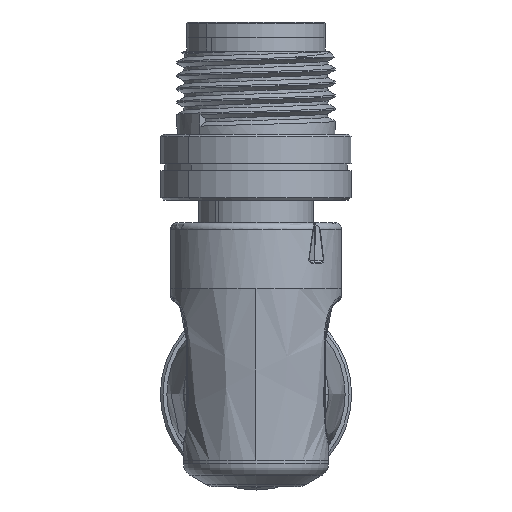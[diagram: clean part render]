
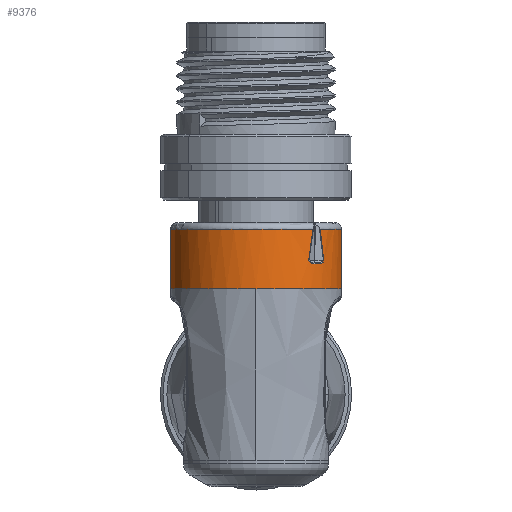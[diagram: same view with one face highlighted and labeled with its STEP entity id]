
A CAD part, left-side view. The second image highlights one B-rep face of the part: STEP entity #9376.
In plain terms, the highlighted cylindrical face has radius 6.5 mm (diameter 13 mm), a partial arc.
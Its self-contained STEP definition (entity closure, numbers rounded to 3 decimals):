
#578 = DIRECTION ( 'NONE',  ( -1., 0., 0. ) ) ;
#763 = CARTESIAN_POINT ( 'NONE',  ( 2.889, 5.133, -3.988 ) ) ;
#1656 = CARTESIAN_POINT ( 'NONE',  ( 2.489, 4.03, -5.1 ) ) ;
#1724 = B_SPLINE_CURVE_WITH_KNOTS ( 'NONE', 3,
 ( #30384, #5219, #26799, #34178, #1656, #45086 ),
 .UNSPECIFIED., .F., .F.,
 ( 4, 2, 4 ),
 ( 0., 0.001, 0.002 ),
 .UNSPECIFIED. ) ;
#2238 = ORIENTED_EDGE ( 'NONE', *, *, #28338, .T. ) ;
#2424 = AXIS2_PLACEMENT_3D ( 'NONE', #10160, #6635, #46035 ) ;
#3453 = VERTEX_POINT ( 'NONE', #5288 ) ;
#3495 = CIRCLE ( 'NONE', #19420, 6.5 ) ;
#4570 = CARTESIAN_POINT ( 'NONE',  ( 2.92, 5.136, -3.984 ) ) ;
#5219 = CARTESIAN_POINT ( 'NONE',  ( 0.896, 4.246, -4.923 ) ) ;
#5288 = CARTESIAN_POINT ( 'NONE',  ( 0.5, 0., 6.5 ) ) ;
#5902 = CARTESIAN_POINT ( 'NONE',  ( 0.5, 0., 0. ) ) ;
#6401 = EDGE_LOOP ( 'NONE', ( #23804, #36734, #24379, #2238, #26265, #25509, #13652, #30071, #36623, #13543, #35609 ) ) ;
#6580 = EDGE_CURVE ( 'NONE', #19455, #3453, #3495, .T. ) ;
#6635 = DIRECTION ( 'NONE',  ( -1., 0., 0. ) ) ;
#7539 = AXIS2_PLACEMENT_3D ( 'NONE', #18478, #36732, #12060 ) ;
#7643 = CARTESIAN_POINT ( 'NONE',  ( 2.949, 5.125, -3.998 ) ) ;
#8258 = DIRECTION ( 'NONE',  ( 0., 0., -1. ) ) ;
#9183 = CARTESIAN_POINT ( 'NONE',  ( 2.92, 3.984, -5.136 ) ) ;
#9376 = ADVANCED_FACE ( 'NONE', ( #27259 ), #41946, .T. ) ;
#9460 = VERTEX_POINT ( 'NONE', #10117 ) ;
#10117 = CARTESIAN_POINT ( 'NONE',  ( 2.89, 3.987, -5.134 ) ) ;
#10160 = CARTESIAN_POINT ( 'NONE',  ( 5., 0., 0. ) ) ;
#10584 = CIRCLE ( 'NONE', #7539, 6.5 ) ;
#11267 = CARTESIAN_POINT ( 'NONE',  ( 0., 0., -6.5 ) ) ;
#11442 = CARTESIAN_POINT ( 'NONE',  ( 3.059, 4.994, -4.161 ) ) ;
#11655 = DIRECTION ( 'NONE',  ( 0., 0., 1. ) ) ;
#11676 = CARTESIAN_POINT ( 'NONE',  ( 3.093, 4.881, -4.294 ) ) ;
#12060 = DIRECTION ( 'NONE',  ( 0., 0., 1. ) ) ;
#12145 = DIRECTION ( 'NONE',  ( 1., 0., 0. ) ) ;
#12329 = DIRECTION ( 'NONE',  ( -1., 0., 0. ) ) ;
#12501 = CARTESIAN_POINT ( 'NONE',  ( 0.5, 4.864, -4.312 ) ) ;
#12782 = CARTESIAN_POINT ( 'NONE',  ( 3.006, 4.052, -5.083 ) ) ;
#13009 = CARTESIAN_POINT ( 'NONE',  ( 3.1, 4.469, -4.72 ) ) ;
#13233 = CARTESIAN_POINT ( 'NONE',  ( 3.044, 4.116, -5.031 ) ) ;
#13263 = B_SPLINE_CURVE_WITH_KNOTS ( 'NONE', 3,
 ( #34317, #40715, #15599, #26480, #19609, #12501 ),
 .UNSPECIFIED., .F., .F.,
 ( 4, 2, 4 ),
 ( 0., 0.001, 0.002 ),
 .UNSPECIFIED. ) ;
#13543 = ORIENTED_EDGE ( 'NONE', *, *, #6580, .T. ) ;
#13652 = ORIENTED_EDGE ( 'NONE', *, *, #35633, .T. ) ;
#13752 = DIRECTION ( 'NONE',  ( 1., 0., 0. ) ) ;
#13825 = CIRCLE ( 'NONE', #2424, 6.5 ) ;
#14926 = DIRECTION ( 'NONE',  ( 1., 0., 0. ) ) ;
#15599 = CARTESIAN_POINT ( 'NONE',  ( 2.09, 5.057, -4.085 ) ) ;
#16603 = CIRCLE ( 'NONE', #43086, 6.5 ) ;
#17114 = CARTESIAN_POINT ( 'NONE',  ( 5., 0., 6.5 ) ) ;
#17686 = EDGE_CURVE ( 'NONE', #9460, #18449, #40398, .T. ) ;
#17776 = DIRECTION ( 'NONE',  ( 0., 0., -1. ) ) ;
#18449 = VERTEX_POINT ( 'NONE', #42505 ) ;
#18478 = CARTESIAN_POINT ( 'NONE',  ( 5., 0., 0. ) ) ;
#19335 = LINE ( 'NONE', #33811, #21777 ) ;
#19420 = AXIS2_PLACEMENT_3D ( 'NONE', #33194, #14926, #8258 ) ;
#19425 = CARTESIAN_POINT ( 'NONE',  ( 3.1, 4.382, -4.802 ) ) ;
#19455 = VERTEX_POINT ( 'NONE', #29750 ) ;
#19529 = CARTESIAN_POINT ( 'NONE',  ( 5., 0., -6.5 ) ) ;
#19609 = CARTESIAN_POINT ( 'NONE',  ( 0.897, 4.916, -4.253 ) ) ;
#20144 = CARTESIAN_POINT ( 'NONE',  ( 0., 0., 0. ) ) ;
#21777 = VECTOR ( 'NONE', #23124, 1000. ) ;
#22572 = CIRCLE ( 'NONE', #43071, 6.5 ) ;
#22597 = CARTESIAN_POINT ( 'NONE',  ( 2.99, 5.099, -4.032 ) ) ;
#22913 = VERTEX_POINT ( 'NONE', #36630 ) ;
#23124 = DIRECTION ( 'NONE',  ( -1., 0., 0. ) ) ;
#23804 = ORIENTED_EDGE ( 'NONE', *, *, #29715, .T. ) ;
#24379 = ORIENTED_EDGE ( 'NONE', *, *, #41526, .T. ) ;
#25509 = ORIENTED_EDGE ( 'NONE', *, *, #17686, .T. ) ;
#25681 = CARTESIAN_POINT ( 'NONE',  ( 3.044, 5.031, -4.116 ) ) ;
#26023 = EDGE_CURVE ( 'NONE', #33022, #22913, #41579, .T. ) ;
#26265 = ORIENTED_EDGE ( 'NONE', *, *, #29383, .T. ) ;
#26480 = CARTESIAN_POINT ( 'NONE',  ( 1.294, 4.966, -4.194 ) ) ;
#26674 = VERTEX_POINT ( 'NONE', #42295 ) ;
#26778 = DIRECTION ( 'NONE',  ( 0., 0., 1. ) ) ;
#26799 = CARTESIAN_POINT ( 'NONE',  ( 1.293, 4.186, -4.973 ) ) ;
#27259 = FACE_OUTER_BOUND ( 'NONE', #6401, .T. ) ;
#27623 = EDGE_CURVE ( 'NONE', #39566, #3453, #19335, .T. ) ;
#28338 = EDGE_CURVE ( 'NONE', #26674, #31006, #16603, .T. ) ;
#29383 = EDGE_CURVE ( 'NONE', #31006, #9460, #1724, .T. ) ;
#29715 = EDGE_CURVE ( 'NONE', #39566, #41819, #10584, .T. ) ;
#29750 = CARTESIAN_POINT ( 'NONE',  ( 0.5, 4.864, -4.312 ) ) ;
#30071 = ORIENTED_EDGE ( 'NONE', *, *, #26023, .T. ) ;
#30384 = CARTESIAN_POINT ( 'NONE',  ( 0.5, 4.307, -4.868 ) ) ;
#30544 = VERTEX_POINT ( 'NONE', #19529 ) ;
#31006 = VERTEX_POINT ( 'NONE', #37270 ) ;
#32216 = EDGE_CURVE ( 'NONE', #41819, #30544, #13825, .T. ) ;
#32872 = LINE ( 'NONE', #11267, #34267 ) ;
#33022 = VERTEX_POINT ( 'NONE', #35238 ) ;
#33194 = CARTESIAN_POINT ( 'NONE',  ( 0.5, 0., 0. ) ) ;
#33811 = CARTESIAN_POINT ( 'NONE',  ( 0., 0., 6.5 ) ) ;
#34178 = CARTESIAN_POINT ( 'NONE',  ( 2.09, 4.079, -5.062 ) ) ;
#34267 = VECTOR ( 'NONE', #578, 1000. ) ;
#34317 = CARTESIAN_POINT ( 'NONE',  ( 2.889, 5.133, -3.988 ) ) ;
#34962 = CARTESIAN_POINT ( 'NONE',  ( 5., 6.5, 0. ) ) ;
#35238 = CARTESIAN_POINT ( 'NONE',  ( 3.1, 4.72, -4.469 ) ) ;
#35609 = ORIENTED_EDGE ( 'NONE', *, *, #27623, .F. ) ;
#35633 = EDGE_CURVE ( 'NONE', #18449, #33022, #22572, .T. ) ;
#36623 = ORIENTED_EDGE ( 'NONE', *, *, #43658, .T. ) ;
#36630 = CARTESIAN_POINT ( 'NONE',  ( 2.889, 5.133, -3.988 ) ) ;
#36732 = DIRECTION ( 'NONE',  ( -1., 0., 0. ) ) ;
#36734 = ORIENTED_EDGE ( 'NONE', *, *, #32216, .T. ) ;
#37270 = CARTESIAN_POINT ( 'NONE',  ( 0.5, 4.307, -4.868 ) ) ;
#37912 = CARTESIAN_POINT ( 'NONE',  ( 2.991, 4.031, -5.099 ) ) ;
#39113 = AXIS2_PLACEMENT_3D ( 'NONE', #20144, #12329, #26778 ) ;
#39566 = VERTEX_POINT ( 'NONE', #17114 ) ;
#40148 = CARTESIAN_POINT ( 'NONE',  ( 3.006, 5.082, -4.052 ) ) ;
#40398 = B_SPLINE_CURVE_WITH_KNOTS ( 'NONE', 3,
 ( #45732, #9183, #41481, #37912, #12782, #13233, #41922, #41705, #19425, #13009 ),
 .UNSPECIFIED., .F., .F.,
 ( 4, 2, 2, 2, 4 ),
 ( 0., 0., 0., 0., 0.001 ),
 .UNSPECIFIED. ) ;
#40715 = CARTESIAN_POINT ( 'NONE',  ( 2.489, 5.097, -4.034 ) ) ;
#41481 = CARTESIAN_POINT ( 'NONE',  ( 2.949, 3.997, -5.126 ) ) ;
#41526 = EDGE_CURVE ( 'NONE', #30544, #26674, #32872, .T. ) ;
#41579 = B_SPLINE_CURVE_WITH_KNOTS ( 'NONE', 3,
 ( #43957, #43731, #11676, #11442, #25681, #40148, #22597, #7643, #4570, #763 ),
 .UNSPECIFIED., .F., .F.,
 ( 4, 2, 2, 2, 4 ),
 ( 0., 0., 0.001, 0.001, 0.001 ),
 .UNSPECIFIED. ) ;
#41705 = CARTESIAN_POINT ( 'NONE',  ( 3.093, 4.293, -4.882 ) ) ;
#41819 = VERTEX_POINT ( 'NONE', #34962 ) ;
#41922 = CARTESIAN_POINT ( 'NONE',  ( 3.059, 4.16, -4.995 ) ) ;
#41946 = CYLINDRICAL_SURFACE ( 'NONE', #39113, 6.5 ) ;
#42295 = CARTESIAN_POINT ( 'NONE',  ( 0.5, 0., -6.5 ) ) ;
#42505 = CARTESIAN_POINT ( 'NONE',  ( 3.1, 4.469, -4.72 ) ) ;
#43071 = AXIS2_PLACEMENT_3D ( 'NONE', #44176, #12145, #11655 ) ;
#43086 = AXIS2_PLACEMENT_3D ( 'NONE', #5902, #13752, #17776 ) ;
#43658 = EDGE_CURVE ( 'NONE', #22913, #19455, #13263, .T. ) ;
#43731 = CARTESIAN_POINT ( 'NONE',  ( 3.1, 4.802, -4.383 ) ) ;
#43957 = CARTESIAN_POINT ( 'NONE',  ( 3.1, 4.72, -4.469 ) ) ;
#44176 = CARTESIAN_POINT ( 'NONE',  ( 3.1, 0., 0. ) ) ;
#45086 = CARTESIAN_POINT ( 'NONE',  ( 2.89, 3.987, -5.134 ) ) ;
#45732 = CARTESIAN_POINT ( 'NONE',  ( 2.89, 3.987, -5.134 ) ) ;
#46035 = DIRECTION ( 'NONE',  ( 0., 0., 1. ) ) ;
